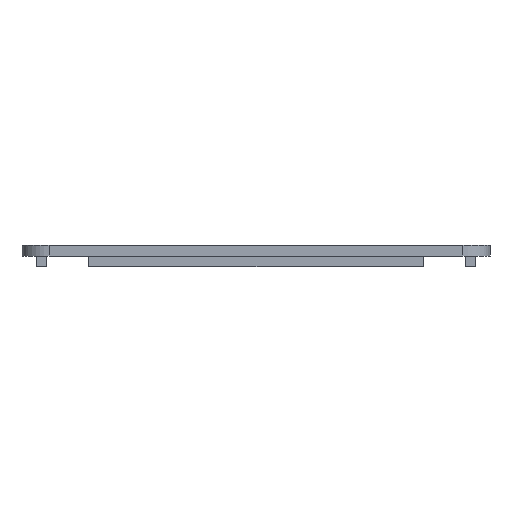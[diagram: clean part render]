
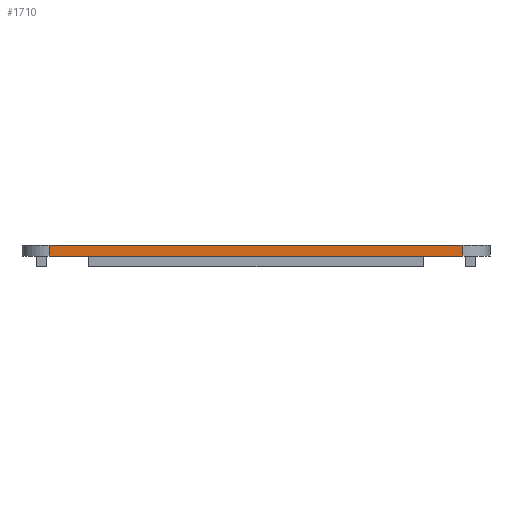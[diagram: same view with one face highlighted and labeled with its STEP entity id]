
A CAD part, left-side view. The second image highlights one B-rep face of the part: STEP entity #1710.
In plain terms, the highlighted planar face has unit normal (-1, 0, 0).
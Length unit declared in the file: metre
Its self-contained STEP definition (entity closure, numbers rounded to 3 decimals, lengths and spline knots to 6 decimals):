
#124=ORIENTED_EDGE('',*,*,#602,.F.);
#125=ORIENTED_EDGE('',*,*,#603,.T.);
#126=ORIENTED_EDGE('',*,*,#572,.T.);
#127=ORIENTED_EDGE('',*,*,#604,.T.);
#572=EDGE_CURVE('',#814,#815,#975,.T.);
#602=EDGE_CURVE('',#840,#841,#1001,.T.);
#603=EDGE_CURVE('',#840,#814,#1002,.T.);
#604=EDGE_CURVE('',#815,#841,#1003,.F.);
#814=VERTEX_POINT('',#2455);
#815=VERTEX_POINT('',#2456);
#840=VERTEX_POINT('',#2516);
#841=VERTEX_POINT('',#2517);
#975=LINE('',#2454,#1207);
#1001=LINE('',#2515,#1233);
#1002=LINE('',#2518,#1234);
#1003=LINE('',#2519,#1235);
#1207=VECTOR('',#1968,1.);
#1233=VECTOR('',#2012,1.);
#1234=VECTOR('',#2013,1.);
#1235=VECTOR('',#2014,1.);
#1403=EDGE_LOOP('',(#124,#125,#126,#127));
#1525=FACE_BOUND('',#1403,.T.);
#1628=PLANE('',#1815);
#1710=ADVANCED_FACE('',(#1525),#1628,.F.);
#1815=AXIS2_PLACEMENT_3D('',#2514,#2010,#2011);
#1968=DIRECTION('',(0.,-1.,0.));
#2010=DIRECTION('',(1.,0.,0.));
#2011=DIRECTION('',(0.,0.,-1.));
#2012=DIRECTION('',(0.,-1.,0.));
#2013=DIRECTION('',(0.,0.,-1.));
#2014=DIRECTION('',(0.,0.,-1.));
#2454=CARTESIAN_POINT('',(-0.072048,0.,0.019));
#2455=CARTESIAN_POINT('',(-0.072048,0.038718,0.019));
#2456=CARTESIAN_POINT('',(-0.072048,-0.038718,0.019));
#2514=CARTESIAN_POINT('',(-0.072048,0.,0.021));
#2515=CARTESIAN_POINT('',(-0.072048,0.,0.021));
#2516=CARTESIAN_POINT('',(-0.072048,0.038718,0.021));
#2517=CARTESIAN_POINT('',(-0.072048,-0.038718,0.021));
#2518=CARTESIAN_POINT('',(-0.072048,0.038718,0.019));
#2519=CARTESIAN_POINT('',(-0.072048,-0.038718,0.021));
